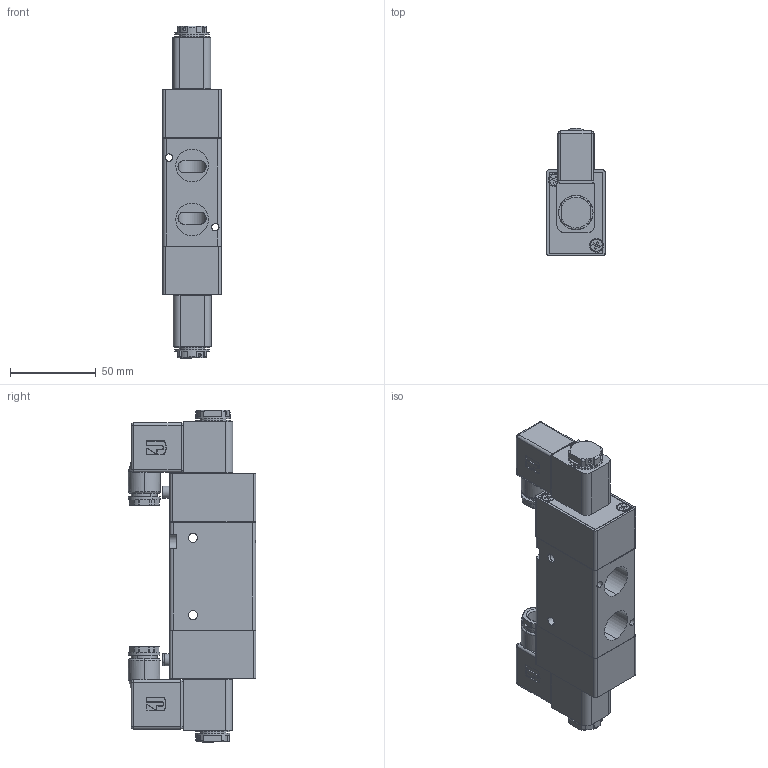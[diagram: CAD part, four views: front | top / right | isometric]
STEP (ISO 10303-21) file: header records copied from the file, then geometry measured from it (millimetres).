
FILE_DESCRIPTION (( 'STEP AP203' ), '1' );
FILE_NAME ('J3V420-15-D.STEP', '2017-12-01T21:39:22', ( '' ), ( '' ), 'SwSTEP 2.0', 'SolidWorks 2016', '' );
FILE_SCHEMA (( 'CONFIG_CONTROL_DESIGN' ));
Length unit declared in the file: millimetre
Products named in the file (1): J3V420-15-D
Bounding box: 34.15 x 74.28 x 193.19 mm (x, y, z)
Surface area: 83603.6 mm2 (no closed solid volume)
Topology: 0 solids, 25 shells, 1572 faces, 4134 edges, 2704 vertices
Faces by surface type: plane 1108, cylinder 334, bspline 80, cone 50
Entity records: 53183 total; most frequent: CARTESIAN_POINT 14222, ORIENTED_EDGE 8208, DIRECTION 7776, EDGE_CURVE 4118, VECTOR 3044, LINE 3044, VERTEX_POINT 2704, AXIS2_PLACEMENT_3D 2366
